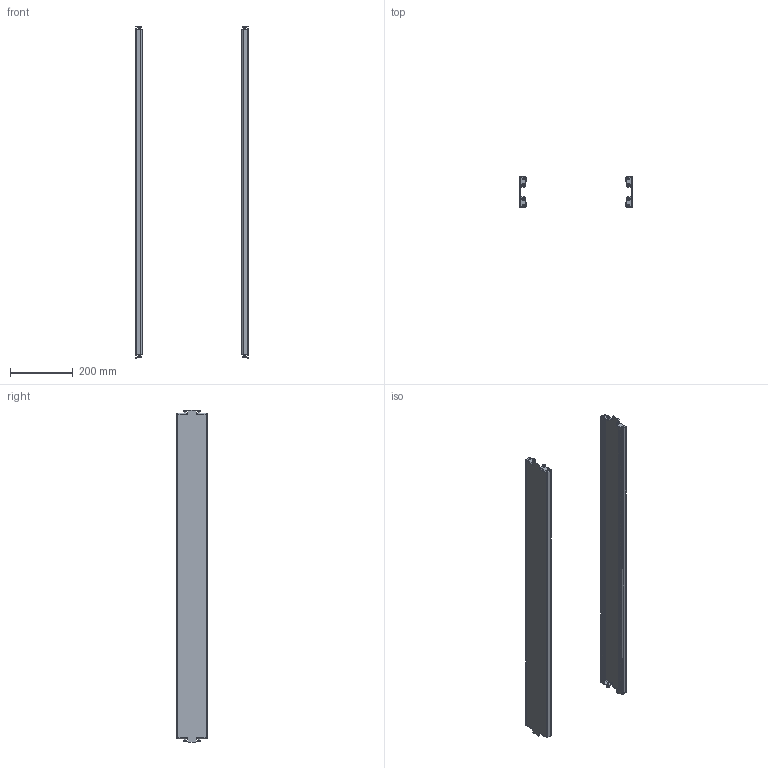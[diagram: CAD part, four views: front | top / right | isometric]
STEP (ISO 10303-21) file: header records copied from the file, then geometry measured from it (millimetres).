
FILE_DESCRIPTION (( 'STEP AP203' ), '1' );
FILE_NAME ('UR13601210012 Ýëåìåíòû áîêîâûå öîêîëÿ 100ìì RS52 00.120 RAL7021 (2øò) (000.136.062-05).STEP', '2022-04-14T05:33:23', ( '' ), ( '' ), 'SwSTEP 2.0', 'SolidWorks 2017', '' );
FILE_SCHEMA (( 'CONFIG_CONTROL_DESIGN' ));
Length unit declared in the file: millimetre
Products named in the file (3): 070-65 Ïàíåëü öîêîëÿ RS52_05 (00.120); Âèíò DIN 7500 C TORX_Œ5å12; UR13601210012 Ýëåìåíòû áîêîâûå öîêîëÿ 100ìì RS52 00.120 RAL7021 (2øò) (000.136.062-05)
Assembly tree (10 placements, depth 2):
  UR13601210012 Ýëåìåíòû áîêîâûå öîêîëÿ 100ìì RS52 00.120 RAL7021 (2øò) (000.136.062-05)
    070-65 Ïàíåëü öîêîëÿ RS52_05 (00.120)  x2
    Âèíò DIN 7500 C TORX_Œ5å12  x8
Bounding box: 359 x 98 x 1054.8 mm (x, y, z)
Volume: 648178.7 mm3; surface area: 674533.5 mm2
Topology: 10 solids, 10 shells, 1524 faces, 4352 edges, 2856 vertices
Faces by surface type: plane 928, cylinder 532, cone 32, bspline 16, sphere 16
Entity records: 22505 total; most frequent: CARTESIAN_POINT 4260, ORIENTED_EDGE 3680, DIRECTION 3493, EDGE_CURVE 1840, VECTOR 1371, LINE 1371, VERTEX_POINT 1206, AXIS2_PLACEMENT_3D 1061
